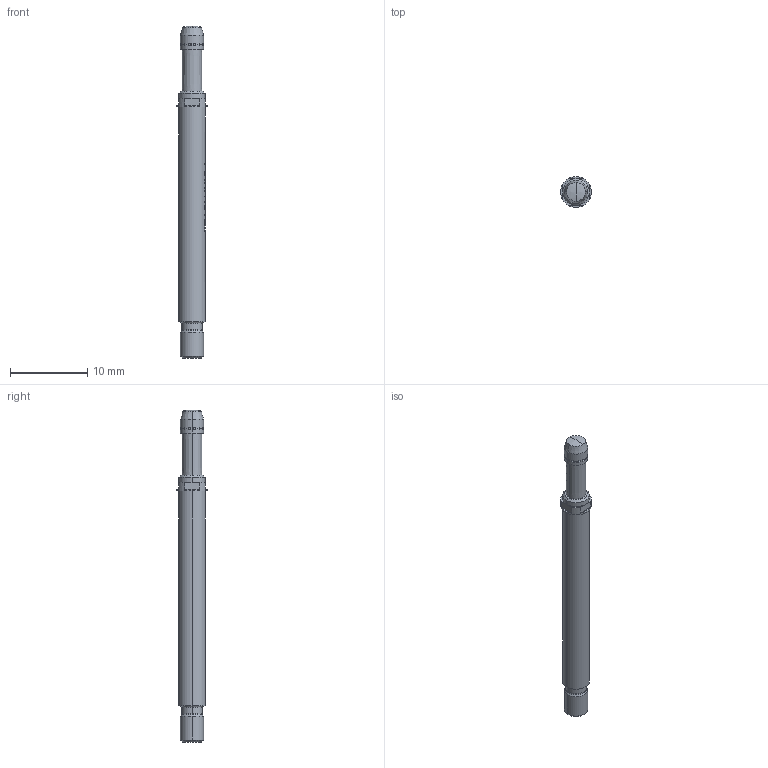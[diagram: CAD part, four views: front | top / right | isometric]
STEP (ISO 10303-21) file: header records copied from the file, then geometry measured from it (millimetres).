
FILE_DESCRIPTION (( 'STEP AP214' ), '1' );
FILE_NAME ('MOD-F73512A300UxxxC.STEP', '2019-06-18T07:29:24', ( 'Installadmin' ), ( 'Hewlett-Packard Company' ), 'SwSTEP 2.0', 'SolidWorks 2015', '' );
FILE_SCHEMA (( 'AUTOMOTIVE_DESIGN' ));
Length unit declared in the file: millimetre
Products named in the file (1): MOD-F73512A300UxxxC
Bounding box: 4 x 4 x 43.1 mm (x, y, z)
Volume: 367.5 mm3; surface area: 468.5 mm2
Topology: 1 solids, 1 shells, 81 faces, 281 edges, 208 vertices
Faces by surface type: cylinder 47, plane 14, cone 10, torus 8, sphere 2
Entity records: 4081 total; most frequent: CARTESIAN_POINT 1411, ORIENTED_EDGE 562, DIRECTION 484, EDGE_CURVE 281, VERTEX_POINT 208, AXIS2_PLACEMENT_3D 191, CIRCLE 109, LINE 102
